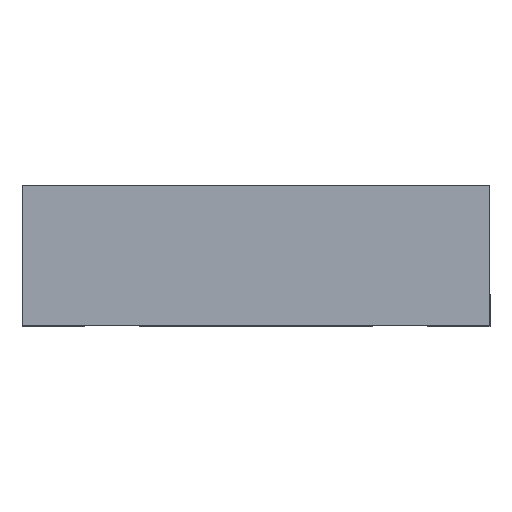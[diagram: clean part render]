
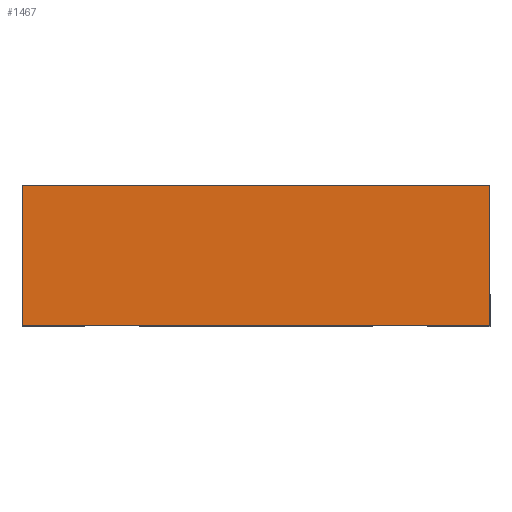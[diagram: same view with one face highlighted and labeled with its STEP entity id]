
A CAD part, front view. The second image highlights one B-rep face of the part: STEP entity #1467.
In plain terms, the highlighted planar face has unit normal (0, -1, 0).
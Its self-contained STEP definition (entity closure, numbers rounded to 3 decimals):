
#165 = CARTESIAN_POINT ( 'NONE',  ( -1.5, -1.5, 0. ) ) ;
#446 = FACE_OUTER_BOUND ( 'NONE', #11112, .T. ) ;
#940 = CARTESIAN_POINT ( 'NONE',  ( -1.5, -1.5, 0. ) ) ;
#1041 = EDGE_CURVE ( 'NONE', #5159, #8275, #6675, .T. ) ;
#1467 = ADVANCED_FACE ( 'NONE', ( #446 ), #8145, .F. ) ;
#1733 = CARTESIAN_POINT ( 'NONE',  ( 1.5, -1.5, 0.9 ) ) ;
#2106 = CARTESIAN_POINT ( 'NONE',  ( 1.5, -1.5, 0.9 ) ) ;
#4248 = DIRECTION ( 'NONE',  ( 0., 0., -1. ) ) ;
#4459 = LINE ( 'NONE', #7243, #4480 ) ;
#4480 = VECTOR ( 'NONE', #4248, 1000. ) ;
#5155 = CARTESIAN_POINT ( 'NONE',  ( 1.5, -1.5, 0. ) ) ;
#5159 = VERTEX_POINT ( 'NONE', #165 ) ;
#5798 = VERTEX_POINT ( 'NONE', #1733 ) ;
#6421 = ORIENTED_EDGE ( 'NONE', *, *, #8520, .T. ) ;
#6675 = LINE ( 'NONE', #940, #8480 ) ;
#7070 = VECTOR ( 'NONE', #10830, 1000. ) ;
#7082 = LINE ( 'NONE', #2106, #7070 ) ;
#7243 = CARTESIAN_POINT ( 'NONE',  ( -1.5, -1.5, 0.9 ) ) ;
#7280 = ORIENTED_EDGE ( 'NONE', *, *, #8111, .F. ) ;
#7411 = CARTESIAN_POINT ( 'NONE',  ( -1.5, -1.5, 0.9 ) ) ;
#7836 = CARTESIAN_POINT ( 'NONE',  ( -1.5, -1.5, 0.9 ) ) ;
#7907 = DIRECTION ( 'NONE',  ( 0., 1., 0. ) ) ;
#7967 = DIRECTION ( 'NONE',  ( 0., 0., 1. ) ) ;
#8111 = EDGE_CURVE ( 'NONE', #5798, #8275, #7082, .T. ) ;
#8145 = PLANE ( 'NONE',  #8713 ) ;
#8275 = VERTEX_POINT ( 'NONE', #5155 ) ;
#8418 = DIRECTION ( 'NONE',  ( 1., 0., 0. ) ) ;
#8480 = VECTOR ( 'NONE', #8418, 1000. ) ;
#8520 = EDGE_CURVE ( 'NONE', #8626, #5159, #4459, .T. ) ;
#8558 = VECTOR ( 'NONE', #9125, 1000. ) ;
#8626 = VERTEX_POINT ( 'NONE', #7411 ) ;
#8633 = LINE ( 'NONE', #9875, #8558 ) ;
#8713 = AXIS2_PLACEMENT_3D ( 'NONE', #7836, #7907, #7967 ) ;
#9125 = DIRECTION ( 'NONE',  ( 1., 0., 0. ) ) ;
#9852 = EDGE_CURVE ( 'NONE', #8626, #5798, #8633, .T. ) ;
#9875 = CARTESIAN_POINT ( 'NONE',  ( -1.5, -1.5, 0.9 ) ) ;
#10157 = ORIENTED_EDGE ( 'NONE', *, *, #9852, .F. ) ;
#10255 = ORIENTED_EDGE ( 'NONE', *, *, #1041, .T. ) ;
#10830 = DIRECTION ( 'NONE',  ( 0., 0., -1. ) ) ;
#11112 = EDGE_LOOP ( 'NONE', ( #10255, #7280, #10157, #6421 ) ) ;
